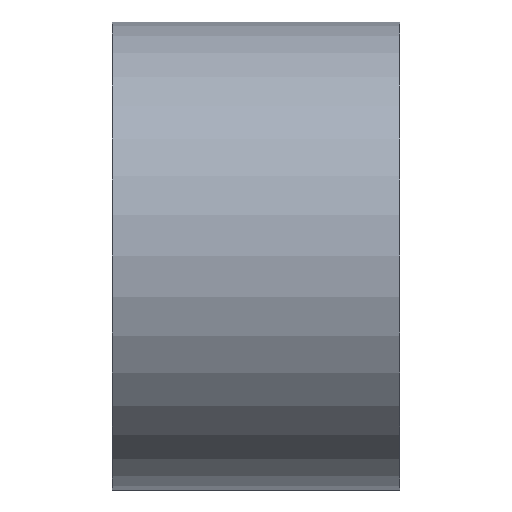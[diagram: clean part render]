
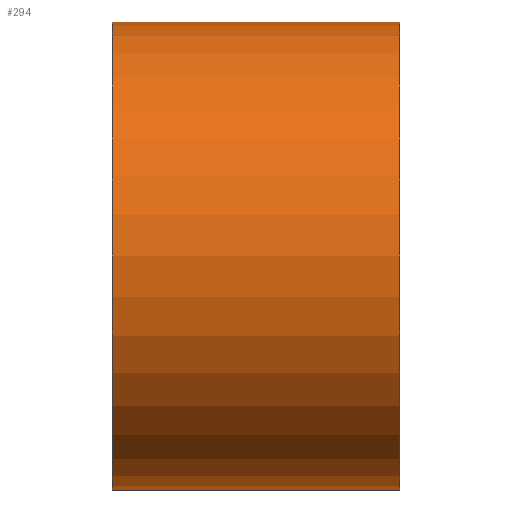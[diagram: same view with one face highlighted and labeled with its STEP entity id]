
A CAD part, left-side view. The second image highlights one B-rep face of the part: STEP entity #294.
In plain terms, the highlighted cylindrical face has radius 22 mm (diameter 44 mm), a partial arc.
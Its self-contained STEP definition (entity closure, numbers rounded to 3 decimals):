
#9 = DIRECTION ( 'NONE',  ( 0., 0., 1. ) ) ;
#11 = DIRECTION ( 'NONE',  ( 0., -1., 0. ) ) ;
#19 = DIRECTION ( 'NONE',  ( 0., 0., 1. ) ) ;
#32 = ORIENTED_EDGE ( 'NONE', *, *, #49, .T. ) ;
#33 = CARTESIAN_POINT ( 'NONE',  ( 0., 27., -22. ) ) ;
#36 = VERTEX_POINT ( 'NONE', #33 ) ;
#44 = CARTESIAN_POINT ( 'NONE',  ( 0., 0., 0. ) ) ;
#48 = CARTESIAN_POINT ( 'NONE',  ( 0., 0., -22. ) ) ;
#49 = EDGE_CURVE ( 'NONE', #234, #142, #256, .T. ) ;
#62 = CARTESIAN_POINT ( 'NONE',  ( 0., 0., 22. ) ) ;
#65 = EDGE_LOOP ( 'NONE', ( #244, #283, #165, #32 ) ) ;
#67 = LINE ( 'NONE', #108, #168 ) ;
#70 = AXIS2_PLACEMENT_3D ( 'NONE', #44, #315, #9 ) ;
#75 = FACE_OUTER_BOUND ( 'NONE', #65, .T. ) ;
#80 = EDGE_CURVE ( 'NONE', #36, #234, #67, .T. ) ;
#89 = CARTESIAN_POINT ( 'NONE',  ( 0., 27., 22. ) ) ;
#91 = CARTESIAN_POINT ( 'NONE',  ( 0., 27., 0. ) ) ;
#97 = AXIS2_PLACEMENT_3D ( 'NONE', #174, #100, #301 ) ;
#100 = DIRECTION ( 'NONE',  ( 0., -1., 0. ) ) ;
#108 = CARTESIAN_POINT ( 'NONE',  ( 0., 3., -22. ) ) ;
#132 = EDGE_CURVE ( 'NONE', #167, #142, #262, .T. ) ;
#133 = AXIS2_PLACEMENT_3D ( 'NONE', #91, #152, #19 ) ;
#140 = VECTOR ( 'NONE', #11, 1000. ) ;
#142 = VERTEX_POINT ( 'NONE', #62 ) ;
#152 = DIRECTION ( 'NONE',  ( 0., 1., 0. ) ) ;
#154 = CIRCLE ( 'NONE', #133, 22. ) ;
#165 = ORIENTED_EDGE ( 'NONE', *, *, #80, .T. ) ;
#167 = VERTEX_POINT ( 'NONE', #89 ) ;
#168 = VECTOR ( 'NONE', #200, 1000. ) ;
#174 = CARTESIAN_POINT ( 'NONE',  ( 0., 3., 0. ) ) ;
#177 = CYLINDRICAL_SURFACE ( 'NONE', #97, 22. ) ;
#200 = DIRECTION ( 'NONE',  ( 0., -1., 0. ) ) ;
#218 = CARTESIAN_POINT ( 'NONE',  ( 0., 3., 22. ) ) ;
#223 = EDGE_CURVE ( 'NONE', #36, #167, #154, .T. ) ;
#234 = VERTEX_POINT ( 'NONE', #48 ) ;
#244 = ORIENTED_EDGE ( 'NONE', *, *, #132, .F. ) ;
#256 = CIRCLE ( 'NONE', #70, 22. ) ;
#262 = LINE ( 'NONE', #218, #140 ) ;
#283 = ORIENTED_EDGE ( 'NONE', *, *, #223, .F. ) ;
#294 = ADVANCED_FACE ( 'NONE', ( #75 ), #177, .T. ) ;
#301 = DIRECTION ( 'NONE',  ( 0., 0., -1. ) ) ;
#315 = DIRECTION ( 'NONE',  ( 0., 1., 0. ) ) ;
